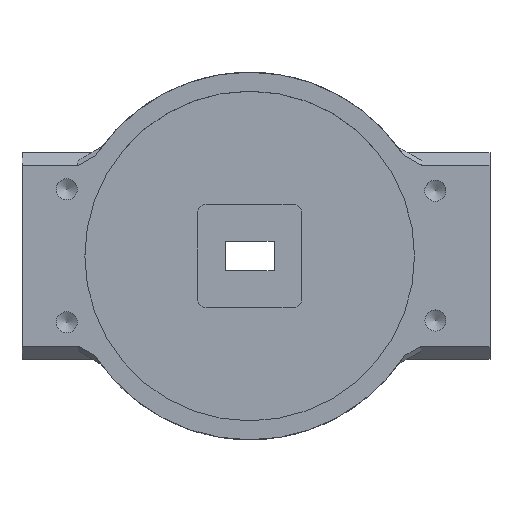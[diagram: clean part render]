
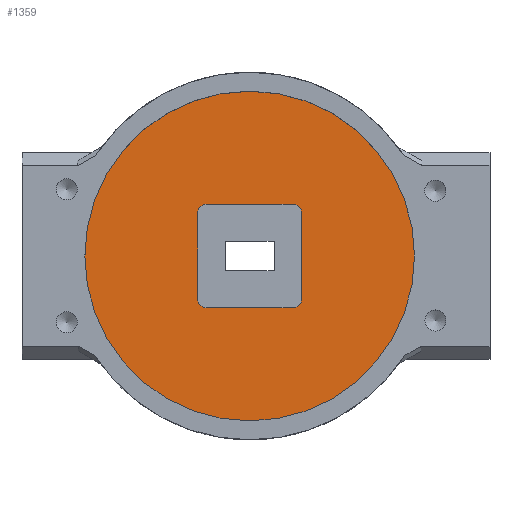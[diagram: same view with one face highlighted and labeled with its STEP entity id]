
A CAD part, top view. The second image highlights one B-rep face of the part: STEP entity #1359.
In plain terms, the highlighted planar face has unit normal (0, 0, 1).
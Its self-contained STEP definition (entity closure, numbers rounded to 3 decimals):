
#35=FACE_BOUND('',#278,.T.);
#90=PLANE('',#1496);
#187=FACE_OUTER_BOUND('',#277,.T.);
#277=EDGE_LOOP('',(#1248));
#278=EDGE_LOOP('',(#1249,#1250,#1251,#1252,#1253,#1254,#1255,#1256));
#399=LINE('',#2268,#536);
#404=LINE('',#2282,#541);
#408=LINE('',#2294,#545);
#412=LINE('',#2306,#549);
#536=VECTOR('',#1818,10.);
#541=VECTOR('',#1831,10.);
#545=VECTOR('',#1843,10.);
#549=VECTOR('',#1855,10.);
#587=CIRCLE('',#1479,1.);
#589=CIRCLE('',#1483,1.);
#591=CIRCLE('',#1487,1.);
#593=CIRCLE('',#1491,1.);
#595=CIRCLE('',#1497,19.55);
#701=VERTEX_POINT('',#2266);
#702=VERTEX_POINT('',#2267);
#705=VERTEX_POINT('',#2275);
#707=VERTEX_POINT('',#2281);
#709=VERTEX_POINT('',#2287);
#711=VERTEX_POINT('',#2293);
#713=VERTEX_POINT('',#2299);
#715=VERTEX_POINT('',#2305);
#718=VERTEX_POINT('',#2321);
#876=EDGE_CURVE('',#701,#702,#399,.T.);
#880=EDGE_CURVE('',#702,#705,#587,.T.);
#883=EDGE_CURVE('',#705,#707,#404,.T.);
#886=EDGE_CURVE('',#707,#709,#589,.T.);
#889=EDGE_CURVE('',#709,#711,#408,.T.);
#892=EDGE_CURVE('',#713,#701,#591,.T.);
#895=EDGE_CURVE('',#715,#713,#412,.T.);
#898=EDGE_CURVE('',#711,#715,#593,.T.);
#903=EDGE_CURVE('',#718,#718,#595,.T.);
#1248=ORIENTED_EDGE('',*,*,#903,.F.);
#1249=ORIENTED_EDGE('',*,*,#889,.T.);
#1250=ORIENTED_EDGE('',*,*,#898,.T.);
#1251=ORIENTED_EDGE('',*,*,#895,.T.);
#1252=ORIENTED_EDGE('',*,*,#892,.T.);
#1253=ORIENTED_EDGE('',*,*,#876,.T.);
#1254=ORIENTED_EDGE('',*,*,#880,.T.);
#1255=ORIENTED_EDGE('',*,*,#883,.T.);
#1256=ORIENTED_EDGE('',*,*,#886,.T.);
#1359=ADVANCED_FACE('',(#187,#35),#90,.F.);
#1479=AXIS2_PLACEMENT_3D('',#2276,#1824,#1825);
#1483=AXIS2_PLACEMENT_3D('',#2288,#1836,#1837);
#1487=AXIS2_PLACEMENT_3D('',#2300,#1848,#1849);
#1491=AXIS2_PLACEMENT_3D('',#2311,#1860,#1861);
#1496=AXIS2_PLACEMENT_3D('',#2320,#1873,#1874);
#1497=AXIS2_PLACEMENT_3D('',#2322,#1875,#1876);
#1818=DIRECTION('',(1.,0.,0.));
#1824=DIRECTION('center_axis',(0.,0.,
-1.));
#1825=DIRECTION('ref_axis',(1.,0.,0.));
#1831=DIRECTION('',(0.,-1.,0.));
#1836=DIRECTION('center_axis',(0.,0.,
-1.));
#1837=DIRECTION('ref_axis',(0.,-1.,0.));
#1843=DIRECTION('',(-1.,0.,0.));
#1848=DIRECTION('center_axis',(0.,0.,
-1.));
#1849=DIRECTION('ref_axis',(0.,1.,0.));
#1855=DIRECTION('',(0.,1.,0.));
#1860=DIRECTION('center_axis',(0.,0.,
-1.));
#1861=DIRECTION('ref_axis',(-1.,0.,0.));
#1873=DIRECTION('center_axis',(0.,0.,
-1.));
#1874=DIRECTION('ref_axis',(-1.,0.,0.));
#1875=DIRECTION('center_axis',(0.,0.,
-1.));
#1876=DIRECTION('ref_axis',(1.,0.,0.));
#2266=CARTESIAN_POINT('',(121.85,-77.387,-6.95));
#2267=CARTESIAN_POINT('',(132.15,-77.387,-6.95));
#2268=CARTESIAN_POINT('',(124.425,-77.387,-6.95));
#2275=CARTESIAN_POINT('',(133.15,-78.387,-6.95));
#2276=CARTESIAN_POINT('Origin',(132.15,-78.387,-6.95));
#2281=CARTESIAN_POINT('',(133.15,-88.687,-6.95));
#2282=CARTESIAN_POINT('',(133.15,-80.962,-6.95));
#2287=CARTESIAN_POINT('',(132.15,-89.687,-6.95));
#2288=CARTESIAN_POINT('Origin',(132.15,-88.687,-6.95));
#2293=CARTESIAN_POINT('',(121.85,-89.687,-6.95));
#2294=CARTESIAN_POINT('',(129.575,-89.687,-6.95));
#2299=CARTESIAN_POINT('',(120.85,-78.387,-6.95));
#2300=CARTESIAN_POINT('Origin',(121.85,-78.387,-6.95));
#2305=CARTESIAN_POINT('',(120.85,-88.687,-6.95));
#2306=CARTESIAN_POINT('',(120.85,-86.112,-6.95));
#2311=CARTESIAN_POINT('Origin',(121.85,-88.687,-6.95));
#2320=CARTESIAN_POINT('Origin',(127.,-83.537,-6.95));
#2321=CARTESIAN_POINT('',(107.45,-83.537,-6.95));
#2322=CARTESIAN_POINT('Origin',(127.,-83.537,-6.95));
